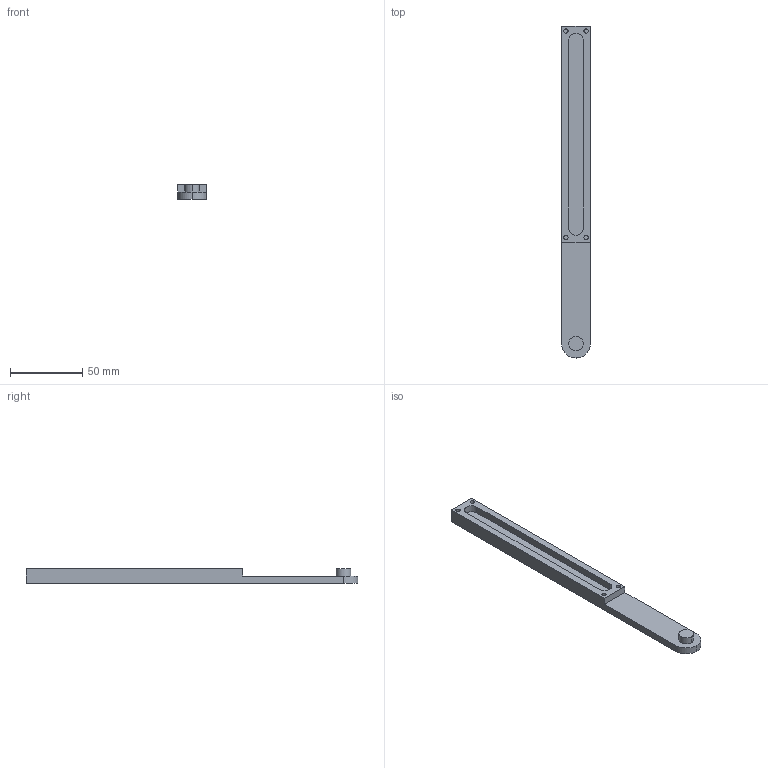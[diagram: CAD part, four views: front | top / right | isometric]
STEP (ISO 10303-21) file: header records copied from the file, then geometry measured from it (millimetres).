
FILE_DESCRIPTION (( 'STEP AP214' ), '1' );
FILE_NAME ('T02 EJER03 Base-2.STEP', '2022-08-25T01:04:35', ( '' ), ( '' ), 'SwSTEP 2.0', 'SolidWorks 2022', '' );
FILE_SCHEMA (( 'AUTOMOTIVE_DESIGN' ));
Length unit declared in the file: millimetre
Products named in the file (1): T02 EJER03 Base-2
Bounding box: 20 x 230 x 10 mm (x, y, z)
Volume: 31129.9 mm3; surface area: 15092.7 mm2
Topology: 1 solids, 1 shells, 33 faces, 72 edges, 48 vertices
Faces by surface type: cylinder 17, plane 16
Entity records: 954 total; most frequent: DIRECTION 174, CARTESIAN_POINT 154, ORIENTED_EDGE 144, EDGE_CURVE 72, AXIS2_PLACEMENT_3D 68, VERTEX_POINT 48, EDGE_LOOP 40, LINE 38
